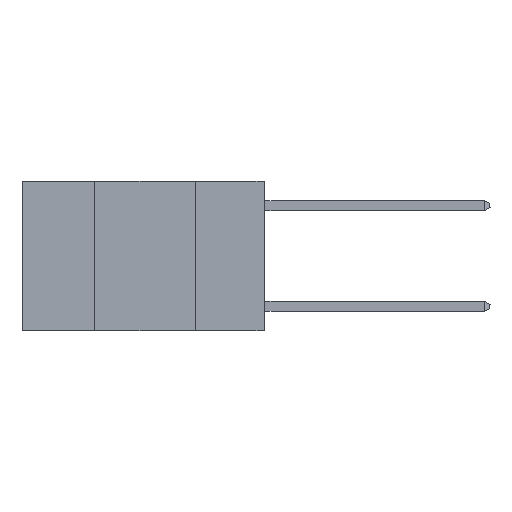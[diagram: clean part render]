
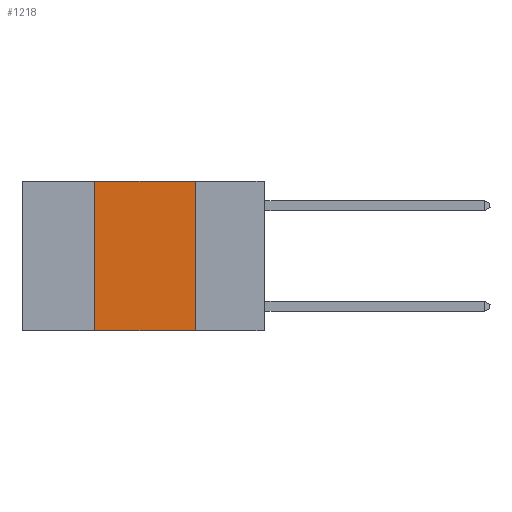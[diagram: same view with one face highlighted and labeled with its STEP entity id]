
A CAD part, left-side view. The second image highlights one B-rep face of the part: STEP entity #1218.
In plain terms, the highlighted planar face has unit normal (-1, 0, 0).
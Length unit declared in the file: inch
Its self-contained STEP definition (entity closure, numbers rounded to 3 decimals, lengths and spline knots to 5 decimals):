
#28 = ORIENTED_EDGE ( 'NONE', *, *, #28362, .F. ) ;
#1218 = ADVANCED_FACE ( 'NONE', ( #15376 ), #3941, .F. ) ;
#1483 = DIRECTION ( 'NONE',  ( 0., 0., -1. ) ) ;
#1720 = CARTESIAN_POINT ( 'NONE',  ( 0., 0.17, 0. ) ) ;
#2678 = EDGE_CURVE ( 'NONE', #2709, #24481, #13459, .T. ) ;
#2709 = VERTEX_POINT ( 'NONE', #6719 ) ;
#3941 = PLANE ( 'NONE',  #14886 ) ;
#4806 = LINE ( 'NONE', #11652, #10403 ) ;
#6719 = CARTESIAN_POINT ( 'NONE',  ( 0., 0.17, 0. ) ) ;
#9213 = DIRECTION ( 'NONE',  ( 0., -1., 0. ) ) ;
#9270 = VECTOR ( 'NONE', #20492, 39.37008 ) ;
#10403 = VECTOR ( 'NONE', #9213, 39.37008 ) ;
#11601 = DIRECTION ( 'NONE',  ( 0., 0., -1. ) ) ;
#11652 = CARTESIAN_POINT ( 'NONE',  ( 0., 0.6, -0.37 ) ) ;
#13459 = LINE ( 'NONE', #1720, #24889 ) ;
#14736 = EDGE_CURVE ( 'NONE', #16456, #24481, #4806, .T. ) ;
#14886 = AXIS2_PLACEMENT_3D ( 'NONE', #21933, #24660, #1483 ) ;
#15089 = VERTEX_POINT ( 'NONE', #17569 ) ;
#15376 = FACE_OUTER_BOUND ( 'NONE', #20074, .T. ) ;
#15751 = CARTESIAN_POINT ( 'NONE',  ( 0., 0.6, 0. ) ) ;
#16456 = VERTEX_POINT ( 'NONE', #20365 ) ;
#17569 = CARTESIAN_POINT ( 'NONE',  ( 0., 0.42, 0. ) ) ;
#17575 = LINE ( 'NONE', #15751, #9270 ) ;
#20074 = EDGE_LOOP ( 'NONE', ( #27706, #23941, #28, #25407 ) ) ;
#20365 = CARTESIAN_POINT ( 'NONE',  ( 0., 0.42, -0.37 ) ) ;
#20492 = DIRECTION ( 'NONE',  ( 0., -1., 0. ) ) ;
#20619 = VECTOR ( 'NONE', #25633, 39.37008 ) ;
#21933 = CARTESIAN_POINT ( 'NONE',  ( 0., 0.6, 0. ) ) ;
#23639 = LINE ( 'NONE', #25071, #20619 ) ;
#23941 = ORIENTED_EDGE ( 'NONE', *, *, #25224, .F. ) ;
#24481 = VERTEX_POINT ( 'NONE', #24684 ) ;
#24660 = DIRECTION ( 'NONE',  ( 1., 0., 0. ) ) ;
#24684 = CARTESIAN_POINT ( 'NONE',  ( 0., 0.17, -0.37 ) ) ;
#24889 = VECTOR ( 'NONE', #11601, 39.37008 ) ;
#25071 = CARTESIAN_POINT ( 'NONE',  ( 0., 0.42, 0. ) ) ;
#25224 = EDGE_CURVE ( 'NONE', #15089, #2709, #17575, .T. ) ;
#25407 = ORIENTED_EDGE ( 'NONE', *, *, #14736, .T. ) ;
#25633 = DIRECTION ( 'NONE',  ( 0., 0., 1. ) ) ;
#27706 = ORIENTED_EDGE ( 'NONE', *, *, #2678, .F. ) ;
#28362 = EDGE_CURVE ( 'NONE', #16456, #15089, #23639, .T. ) ;
